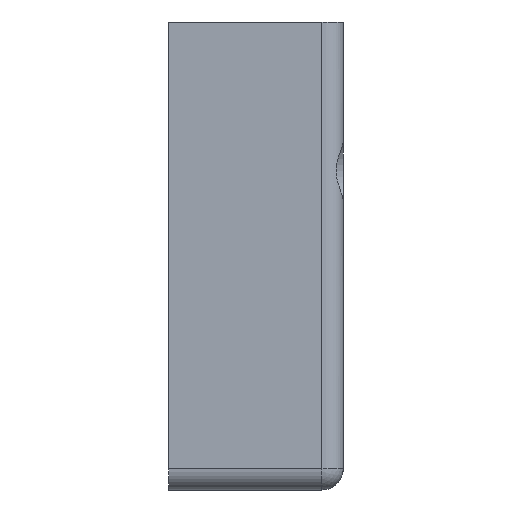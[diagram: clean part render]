
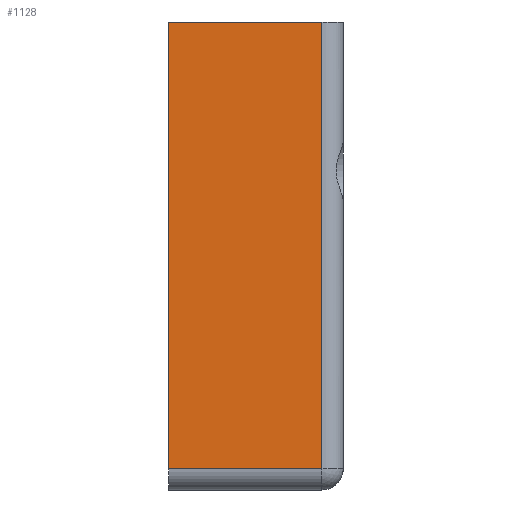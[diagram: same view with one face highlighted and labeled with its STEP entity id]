
A CAD part, front view. The second image highlights one B-rep face of the part: STEP entity #1128.
In plain terms, the highlighted planar face has unit normal (0, -1, 0).
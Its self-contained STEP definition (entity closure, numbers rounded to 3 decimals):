
#62=PLANE('',#1256);
#117=FACE_OUTER_BOUND('',#191,.T.);
#191=EDGE_LOOP('',(#918,#919,#920,#921));
#244=LINE('',#1746,#337);
#271=LINE('',#1859,#364);
#276=LINE('',#1872,#369);
#277=LINE('',#1873,#370);
#337=VECTOR('',#1406,10.);
#364=VECTOR('',#1509,10.);
#369=VECTOR('',#1524,10.);
#370=VECTOR('',#1525,10.);
#511=VERTEX_POINT('',#1743);
#512=VERTEX_POINT('',#1745);
#543=VERTEX_POINT('',#1855);
#547=VERTEX_POINT('',#1871);
#631=EDGE_CURVE('',#511,#512,#244,.T.);
#681=EDGE_CURVE('',#512,#543,#271,.T.);
#687=EDGE_CURVE('',#547,#511,#276,.T.);
#688=EDGE_CURVE('',#543,#547,#277,.T.);
#918=ORIENTED_EDGE('',*,*,#681,.F.);
#919=ORIENTED_EDGE('',*,*,#631,.F.);
#920=ORIENTED_EDGE('',*,*,#687,.F.);
#921=ORIENTED_EDGE('',*,*,#688,.F.);
#1128=ADVANCED_FACE('',(#117),#62,.T.);
#1256=AXIS2_PLACEMENT_3D('',#1870,#1522,#1523);
#1406=DIRECTION('',(0.,0.,-1.));
#1509=DIRECTION('',(-1.,0.,0.));
#1522=DIRECTION('center_axis',(0.,-1.,0.));
#1523=DIRECTION('ref_axis',(-1.,0.,0.));
#1524=DIRECTION('',(1.,0.,0.));
#1525=DIRECTION('',(0.,0.,1.));
#1743=CARTESIAN_POINT('',(20.2,-19.5,4.));
#1745=CARTESIAN_POINT('',(20.2,-19.5,-17.));
#1746=CARTESIAN_POINT('',(20.2,-19.5,-16.));
#1855=CARTESIAN_POINT('',(13.,-19.5,-17.));
#1859=CARTESIAN_POINT('',(19.15,-19.5,-17.));
#1870=CARTESIAN_POINT('Origin',(21.2,-19.5,-16.));
#1871=CARTESIAN_POINT('',(13.,-19.5,4.));
#1872=CARTESIAN_POINT('',(21.2,-19.5,4.));
#1873=CARTESIAN_POINT('',(13.,-19.5,-16.));
